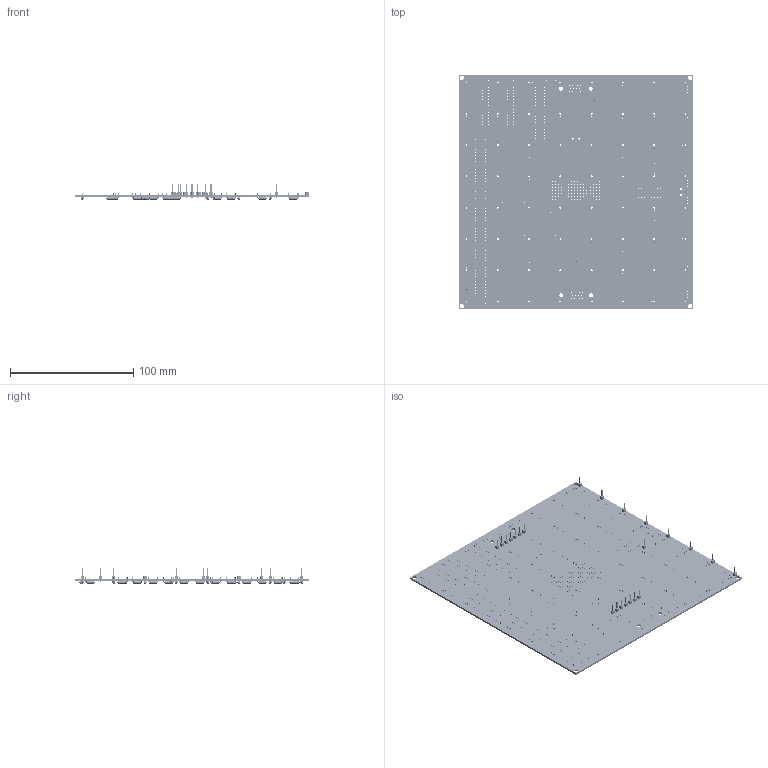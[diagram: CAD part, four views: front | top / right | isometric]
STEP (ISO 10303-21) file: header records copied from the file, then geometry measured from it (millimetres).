
FILE_DESCRIPTION(('KiCad electronic assembly'),'2;1');
FILE_NAME('led_cube_pcb.step','2020-12-07T17:17:38',('An Author'),( 'A Company'),'Open CASCADE STEP processor 6.9', 'KiCad to STEP converter','Unknown');
FILE_SCHEMA(('AUTOMOTIVE_DESIGN { 1 0 10303 214 1 1 1 1 }'));
Length unit declared in the file: millimetre
Products named in the file (6): Open CASCADE STEP translator 6.9 1; R_Axial_DIN0207_L6.3mm_D2.5mm_P7.62mm_Horizontal; SOLID; PinHeader_1x01_P2.54mm_Vertical; COMPOUND
Assembly tree (90 placements, depth 3):
  Open CASCADE STEP translator 6.9 1
    R_Axial_DIN0207_L6.3mm_D2.5mm_P7.62mm_Horizontal  x64
      SOLID
    PinHeader_1x01_P2.54mm_Vertical  x23
      SOLID
    COMPOUND
Bounding box: 190.5 x 190.5 x 12.74 mm (x, y, z)
Volume: 59660.5 mm3; surface area: 81579.6 mm2
Topology: 88 solids, 88 shells, 2223 faces, 4795 edges, 3050 vertices
Faces by surface type: plane 1034, cylinder 933, torus 256
Full cylindrical faces by diameter (mm): 0.6 x128, 0.711 x30, 0.762 x209, 0.787 x144, 0.8 x128, 0.889 x3, 1 x23, 1.524 x68, 2.25 x64, 2.5 x128, 3.302 x4, 3.592 x4
Entity records: 56336 total; most frequent: CARTESIAN_POINT 16447, DIRECTION 7322, ORIENTED_EDGE 3876, PCURVE 3876, DEFINITIONAL_REPRESENTATION 3876, LINE 3330, VECTOR 3330, AXIS2_PLACEMENT_3D 1995
